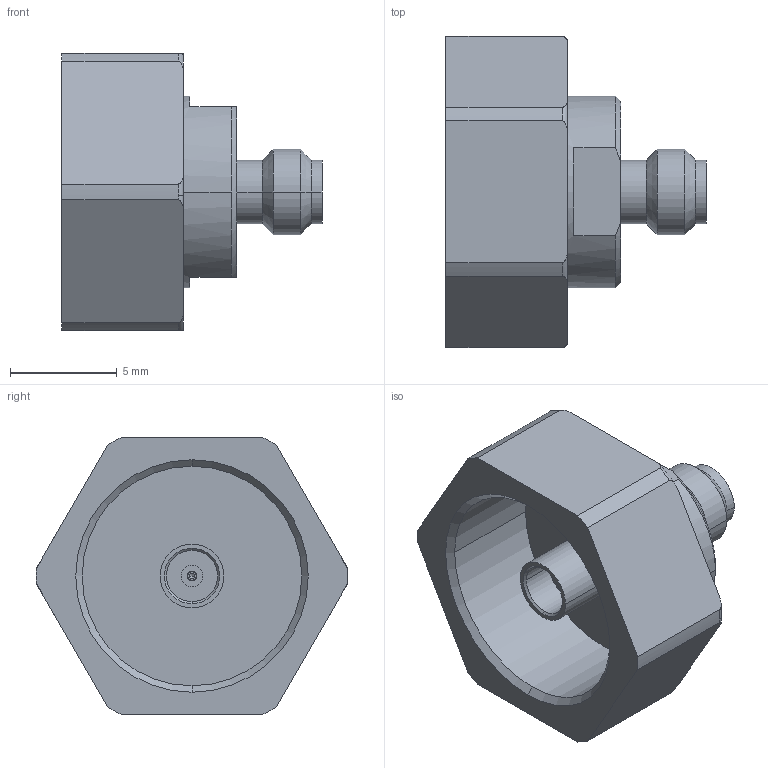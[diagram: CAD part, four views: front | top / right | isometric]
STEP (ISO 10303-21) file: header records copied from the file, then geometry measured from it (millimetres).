
FILE_DESCRIPTION (( 'STEP AP214' ), '1' );
FILE_NAME ('FMAD10149_3D.step', '2026-03-10T21:53:42', ( '' ), ( '' ), 'SwSTEP 2.0', 'SolidWorks 2025', '' );
FILE_SCHEMA (( 'AUTOMOTIVE_DESIGN' ));
Length unit declared in the file: inch
Products named in the file (3): FMAD10149_3D; Copy of ADS-VNA10-8-10-8---10-8^FMAD10149; Copy of ADS-VNA10-8^FMAD10149
Assembly tree (2 placements, depth 2):
  FMAD10149_3D
    Copy of ADS-VNA10-8^FMAD10149
    Copy of ADS-VNA10-8-10-8---10-8^FMAD10149
Bounding box: 12.2 x 14.6 x 13 mm (x, y, z)
Volume: 613.9 mm3; surface area: 1029.4 mm2
Topology: 3 solids, 3 shells, 126 faces, 298 edges, 182 vertices
Faces by surface type: plane 54, cylinder 35, cone 30, torus 7
Entity records: 3888 total; most frequent: CARTESIAN_POINT 879, DIRECTION 649, ORIENTED_EDGE 588, EDGE_CURVE 294, AXIS2_PLACEMENT_3D 272, VERTEX_POINT 182, CIRCLE 141, EDGE_LOOP 134
